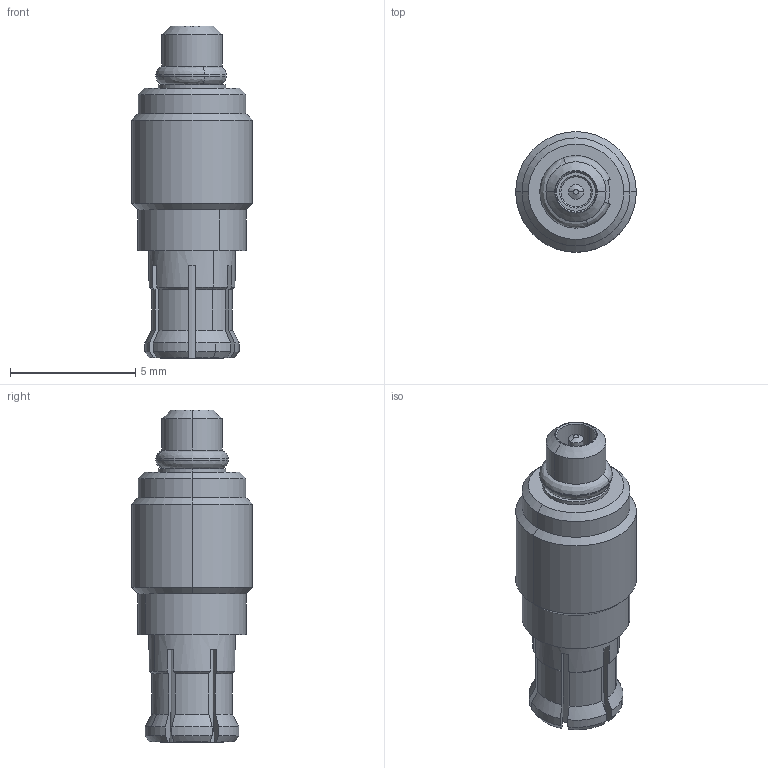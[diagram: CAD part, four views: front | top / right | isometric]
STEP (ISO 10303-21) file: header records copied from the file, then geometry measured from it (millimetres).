
FILE_DESCRIPTION (( 'STEP AP203' ), '1' );
FILE_NAME ('FMAD1314_3D.STEP', '2022-03-18T19:45:23', ( '' ), ( '' ), 'SwSTEP 2.0', 'SolidWorks 2021', '' );
FILE_SCHEMA (( 'CONFIG_CONTROL_DESIGN' ));
Length unit declared in the file: inch
Products named in the file (6): Copy of MCX Plug^FMAD1314; Copy of Contact^FMAD1314; Copy of MMCX ring^FMAD1314; Copy of Contact MMCX Plug^FMAD1314; FMAD1314_3D; Copy of MMCX Plug^FMAD1314
Assembly tree (5 placements, depth 2):
  FMAD1314_3D
    Copy of MMCX Plug^FMAD1314
    Copy of MCX Plug^FMAD1314
    Copy of MMCX ring^FMAD1314
    Copy of Contact MMCX Plug^FMAD1314
    Copy of Contact^FMAD1314
Bounding box: 4.83 x 4.83 x 13.28 mm (x, y, z)
Volume: 131.3 mm3; surface area: 411.2 mm2
Topology: 5 solids, 5 shells, 320 faces, 975 edges, 633 vertices
Faces by surface type: plane 126, cylinder 115, cone 67, bspline 12
Entity records: 12228 total; most frequent: CARTESIAN_POINT 2689, ORIENTED_EDGE 1942, DIRECTION 1836, EDGE_CURVE 971, AXIS2_PLACEMENT_3D 670, VERTEX_POINT 633, VECTOR 496, LINE 496
